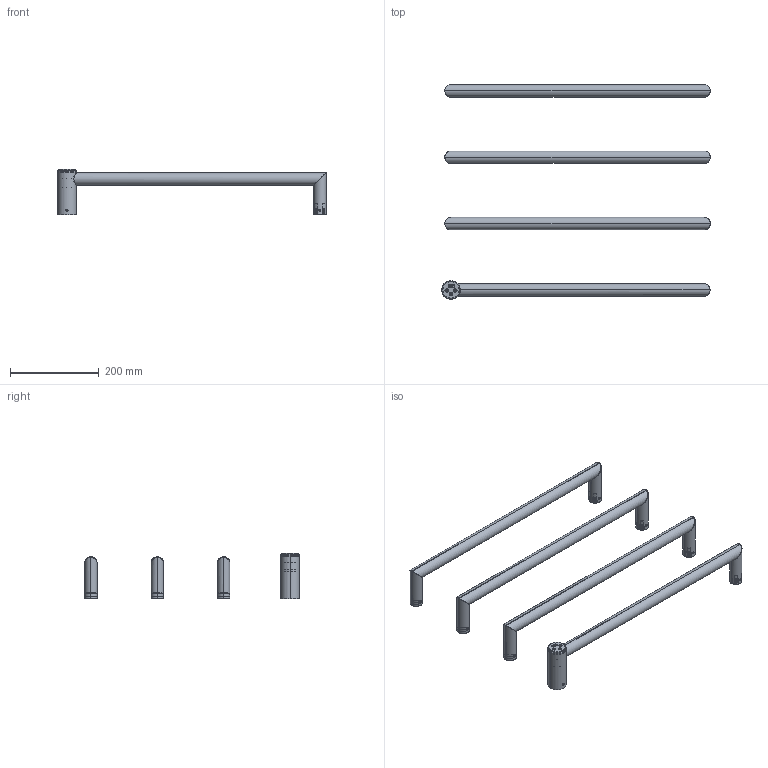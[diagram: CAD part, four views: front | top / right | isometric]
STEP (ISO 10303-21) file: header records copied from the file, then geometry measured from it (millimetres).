
FILE_DESCRIPTION((''),'2;1');
FILE_NAME('A754_ASM','2023-12-21T20:05:28',('dell'),(''),'CREO PARAMETRIC BY PTC INC, 2019224','CREO PARAMETRIC BY PTC INC, 2019224','');
FILE_SCHEMA(('CONFIG_CONTROL_DESIGN'));
Length unit declared in the file: millimetre
Products named in the file (29): 7831337300_ASM_11_ASM; 7875360300_ASM_17_ASM; 7873250300_ASM_11_ASM; 7875350300_ASM_12_ASM; 7875410300_ASM_28_ASM; 7875351300_32; 7875332300_12; 7875330300_ASM_13_ASM; D40-O00_8; A3004_46; 7875331300_36; 7875322300_AF0_13; 7875340300_ASM_35_ASM; PR31303_7; M5X6_GB-T-78_1; 7875321300_15; 7875322300_AF1_13; 7875322300_AF2_13; 7873234300_AF0_24; 7875320300_ASM_33_ASM; M5X5_GB-T77-2008_4; M4X10_GB-T70_8; HV-00_ASM_8_ASM; EE-04_6; EE-44_ASM_8_ASM; EE-22_3; EE-22_ASM_5_ASM; A754_ASM_81_ASM; A754_ASM
Assembly tree (43 placements, depth 4):
  A754_ASM
    A754_ASM_81_ASM
      7875410300_ASM_28_ASM
        7831337300_ASM_11_ASM
        7875360300_ASM_17_ASM
        7873250300_ASM_11_ASM  x2
        7875350300_ASM_12_ASM
      7875330300_ASM_13_ASM
        7875351300_32
        7875332300_12
      D40-O00_8
      A3004_46
      7875340300_ASM_35_ASM
        7875331300_36
        7875322300_AF0_13
      PR31303_7  x4
      M5X6_GB-T-78_1  x7
      7875320300_ASM_33_ASM  x3
        7875321300_15
        7875322300_AF1_13
        7875322300_AF2_13
        7873234300_AF0_24
      M5X5_GB-T77-2008_4
      M4X10_GB-T70_8  x2
      HV-00_ASM_8_ASM
      EE-44_ASM_8_ASM  x2
        EE-04_6
      EE-22_ASM_5_ASM  x2
        EE-22_3
Bounding box: 607 x 485 x 103.1 mm (x, y, z)
Volume: 392323.4 mm3; surface area: 548228.3 mm2
Topology: 36 solids, 36 shells, 2254 faces, 5655 edges, 3399 vertices
Faces by surface type: cylinder 812, plane 688, bspline 240, cone 210, torus 176, sphere 128
Entity records: 36582 total; most frequent: CARTESIAN_POINT 13802, DIRECTION 4803, ORIENTED_EDGE 4614, EDGE_CURVE 2307, AXIS2_PLACEMENT_3D 1907, VERTEX_POINT 1490, EDGE_LOOP 1019, VECTOR 989
